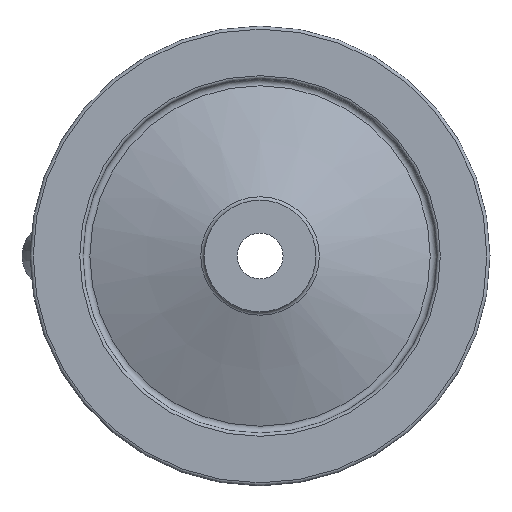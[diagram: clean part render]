
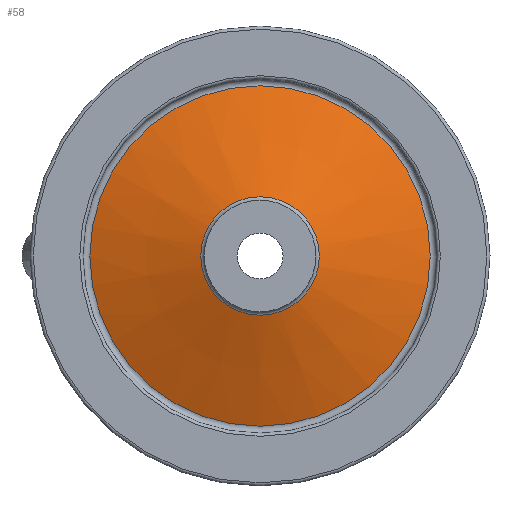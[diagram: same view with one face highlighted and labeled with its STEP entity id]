
A CAD part, left-side view. The second image highlights one B-rep face of the part: STEP entity #58.
In plain terms, the highlighted conical face has half-angle 69.846 degrees and reference radius 18.038 mm.
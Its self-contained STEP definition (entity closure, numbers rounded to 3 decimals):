
#58 = ADVANCED_FACE( '', ( #133, #134 ), #135, .T. );
#133 = FACE_OUTER_BOUND( '', #271, .T. );
#134 = FACE_BOUND( '', #272, .T. );
#135 = CONICAL_SURFACE( '', #273, 18.038, 1.219 );
#271 = EDGE_LOOP( '', ( #376 ) );
#272 = EDGE_LOOP( '', ( #377 ) );
#273 = AXIS2_PLACEMENT_3D( '', #378, #379, #380 );
#376 = ORIENTED_EDGE( '', *, *, #506, .F. );
#377 = ORIENTED_EDGE( '', *, *, #494, .T. );
#378 = CARTESIAN_POINT( '', ( 11.899, 0., 0. ) );
#379 = DIRECTION( '', ( 1., 0., 0. ) );
#380 = DIRECTION( '', ( 0., 0., -1. ) );
#494 = EDGE_CURVE( '', #545, #545, #546, .T. );
#506 = EDGE_CURVE( '', #563, #563, #564, .T. );
#545 = VERTEX_POINT( '', #617 );
#546 = CIRCLE( '', #618, 18.038 );
#563 = VERTEX_POINT( '', #635 );
#564 = CIRCLE( '', #636, 51.806 );
#617 = CARTESIAN_POINT( '', ( 11.899, 0., -18.038 ) );
#618 = AXIS2_PLACEMENT_3D( '', #689, #690, #691 );
#635 = CARTESIAN_POINT( '', ( 24.292, 0., -51.806 ) );
#636 = AXIS2_PLACEMENT_3D( '', #710, #711, #712 );
#689 = CARTESIAN_POINT( '', ( 11.899, 0., 0. ) );
#690 = DIRECTION( '', ( 1., 0., 0. ) );
#691 = DIRECTION( '', ( 0., 0., -1. ) );
#710 = CARTESIAN_POINT( '', ( 24.292, 0., 0. ) );
#711 = DIRECTION( '', ( 1., 0., 0. ) );
#712 = DIRECTION( '', ( 0., 0., -1. ) );
